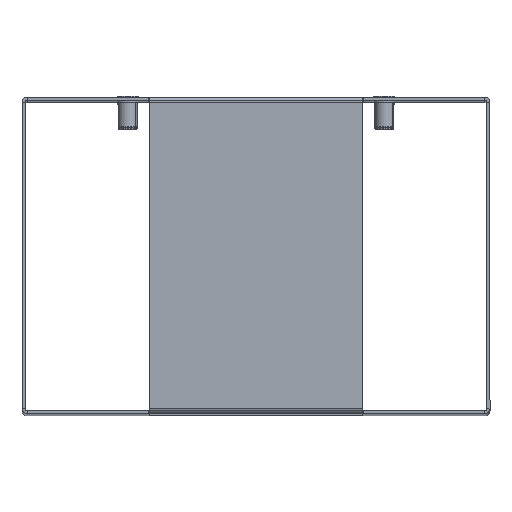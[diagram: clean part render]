
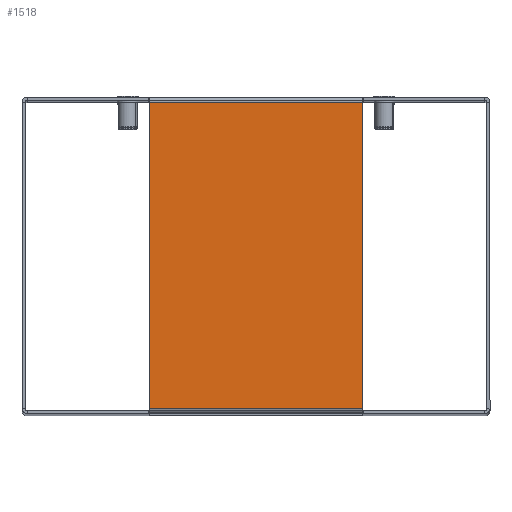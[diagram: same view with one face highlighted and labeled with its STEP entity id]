
A CAD part, top view. The second image highlights one B-rep face of the part: STEP entity #1518.
In plain terms, the highlighted face is planar.
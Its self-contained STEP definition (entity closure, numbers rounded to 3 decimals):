
#53 = LINE ( 'NONE', #984, #1236 ) ;
#79 = CARTESIAN_POINT ( 'NONE',  ( 0., 147.5, -1.5 ) ) ;
#84 = LINE ( 'NONE', #1961, #152 ) ;
#100 = EDGE_LOOP ( 'NONE', ( #1045, #1720, #437, #724 ) ) ;
#152 = VECTOR ( 'NONE', #1983, 1000. ) ;
#421 = PLANE ( 'NONE',  #1719 ) ;
#437 = ORIENTED_EDGE ( 'NONE', *, *, #633, .F. ) ;
#521 = VECTOR ( 'NONE', #1986, 1000. ) ;
#605 = LINE ( 'NONE', #2109, #1105 ) ;
#613 = VERTEX_POINT ( 'NONE', #1204 ) ;
#633 = EDGE_CURVE ( 'NONE', #1584, #1793, #53, .T. ) ;
#673 = EDGE_CURVE ( 'NONE', #1347, #1793, #2386, .T. ) ;
#724 = ORIENTED_EDGE ( 'NONE', *, *, #2475, .T. ) ;
#787 = DIRECTION ( 'NONE',  ( 0., 1., 0. ) ) ;
#984 = CARTESIAN_POINT ( 'NONE',  ( 0., 0., -1.5 ) ) ;
#1013 = DIRECTION ( 'NONE',  ( 0., 0., -1. ) ) ;
#1045 = ORIENTED_EDGE ( 'NONE', *, *, #1314, .F. ) ;
#1105 = VECTOR ( 'NONE', #787, 1000. ) ;
#1204 = CARTESIAN_POINT ( 'NONE',  ( 101.2, 147.5, -1.5 ) ) ;
#1236 = VECTOR ( 'NONE', #1752, 1000. ) ;
#1314 = EDGE_CURVE ( 'NONE', #1347, #613, #605, .T. ) ;
#1347 = VERTEX_POINT ( 'NONE', #1708 ) ;
#1518 = ADVANCED_FACE ( 'NONE', ( #1589 ), #421, .T. ) ;
#1584 = VERTEX_POINT ( 'NONE', #79 ) ;
#1589 = FACE_OUTER_BOUND ( 'NONE', #100, .T. ) ;
#1708 = CARTESIAN_POINT ( 'NONE',  ( 101.2, 2.5, -1.5 ) ) ;
#1719 = AXIS2_PLACEMENT_3D ( 'NONE', #2369, #1013, #1966 ) ;
#1720 = ORIENTED_EDGE ( 'NONE', *, *, #673, .T. ) ;
#1727 = CARTESIAN_POINT ( 'NONE',  ( 0., 2.5, -1.5 ) ) ;
#1752 = DIRECTION ( 'NONE',  ( 0., -1., 0. ) ) ;
#1793 = VERTEX_POINT ( 'NONE', #1727 ) ;
#1835 = CARTESIAN_POINT ( 'NONE',  ( 101.2, 2.5, -1.5 ) ) ;
#1961 = CARTESIAN_POINT ( 'NONE',  ( 0., 147.5, -1.5 ) ) ;
#1966 = DIRECTION ( 'NONE',  ( -1., 0., 0. ) ) ;
#1983 = DIRECTION ( 'NONE',  ( 1., 0., 0. ) ) ;
#1986 = DIRECTION ( 'NONE',  ( -1., 0., 0. ) ) ;
#2109 = CARTESIAN_POINT ( 'NONE',  ( 101.2, 0., -1.5 ) ) ;
#2369 = CARTESIAN_POINT ( 'NONE',  ( 0., 0., -1.5 ) ) ;
#2386 = LINE ( 'NONE', #1835, #521 ) ;
#2475 = EDGE_CURVE ( 'NONE', #1584, #613, #84, .T. ) ;
